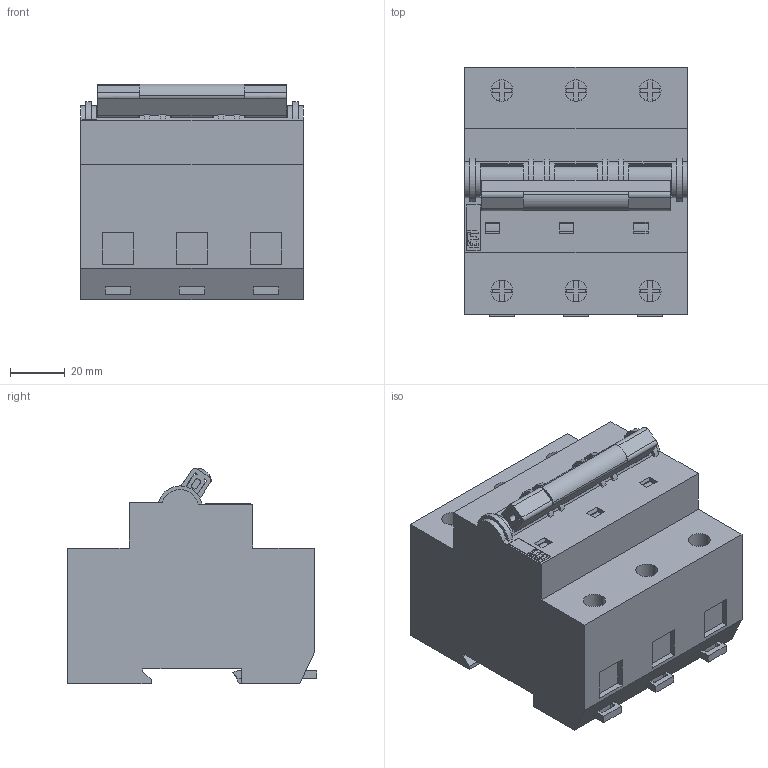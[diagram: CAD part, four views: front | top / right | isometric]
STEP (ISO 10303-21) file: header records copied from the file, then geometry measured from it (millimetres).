
FILE_DESCRIPTION((''),'2;1');
FILE_NAME('ETIMAT10_100A_3P','2017-06-23T',('aljaz.cop'),('Audax d.o.o.'),'CREO PARAMETRIC BY PTC INC, 2015380','CREO PARAMETRIC BY PTC INC, 2015380','');
FILE_SCHEMA(('CONFIG_CONTROL_DESIGN'));
Length unit declared in the file: millimetre
Products named in the file (1): ETIMAT10_100A_3P
Bounding box: 81 x 90.8 x 78.64 mm (x, y, z)
Volume: 405654.8 mm3; surface area: 44295.4 mm2
Topology: 1 solids, 1 shells, 430 faces, 1287 edges, 876 vertices
Faces by surface type: plane 332, cylinder 69, extrusion 29
Entity records: 19660 total; most frequent: CARTESIAN_POINT 3128, ORIENTED_EDGE 2574, DIRECTION 2290, PRESENTATION_STYLE_ASSIGNMENT 1344, STYLED_ITEM 1288, CURVE_STYLE 1287, EDGE_CURVE 1287, VECTOR 1020
